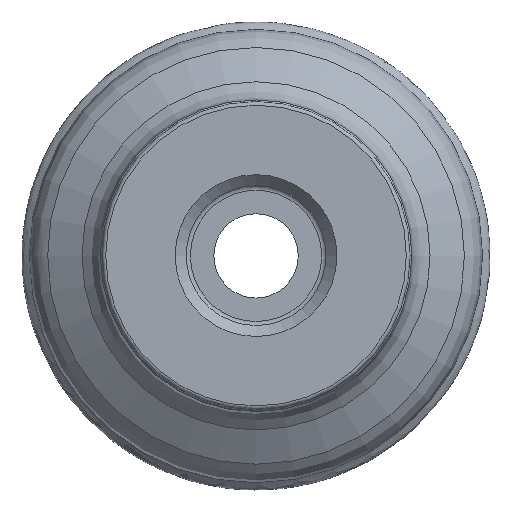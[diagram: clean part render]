
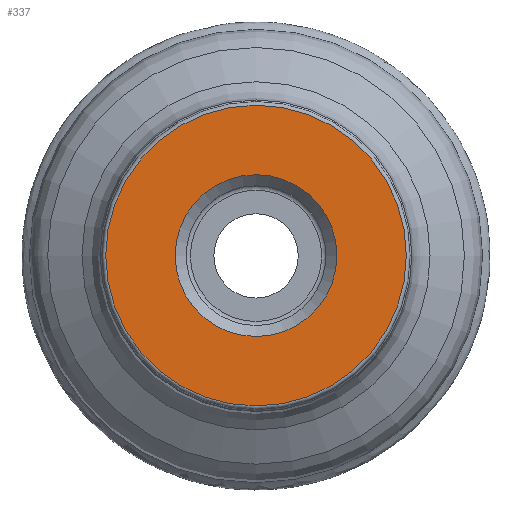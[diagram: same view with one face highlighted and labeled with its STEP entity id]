
A CAD part, top view. The second image highlights one B-rep face of the part: STEP entity #337.
In plain terms, the highlighted planar face has unit normal (0, 0, 1).
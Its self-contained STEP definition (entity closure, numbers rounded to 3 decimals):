
#105=PLANE('',#586);
#119=EDGE_LOOP('',(#187));
#120=EDGE_LOOP('',(#188));
#187=ORIENTED_EDGE('',*,*,#255,.T.);
#188=ORIENTED_EDGE('',*,*,#256,.F.);
#255=EDGE_CURVE('',#444,#444,#289,.T.);
#256=EDGE_CURVE('',#445,#445,#290,.T.);
#289=CIRCLE('',#584,20.5);
#290=CIRCLE('',#585,11.03);
#337=ADVANCED_FACE('SU_1',(#374,#375),#105,.F.);
#374=FACE_BOUND('',#119,.T.);
#375=FACE_BOUND('',#120,.T.);
#444=VERTEX_POINT('',#6045);
#445=VERTEX_POINT('',#6047);
#584=AXIS2_PLACEMENT_3D('',#6044,#678,#679);
#585=AXIS2_PLACEMENT_3D('',#6046,#680,#681);
#586=AXIS2_PLACEMENT_3D('',#6048,#682,#683);
#678=DIRECTION('',(0.,0.,1.));
#679=DIRECTION('',(1.,0.,0.));
#680=DIRECTION('',(0.,0.,1.));
#681=DIRECTION('',(1.,0.,0.));
#682=DIRECTION('',(0.,0.,-1.));
#683=DIRECTION('',(-1.,0.,0.));
#6044=CARTESIAN_POINT('',(0.,0.,0.));
#6045=CARTESIAN_POINT('',(20.5,0.,0.));
#6046=CARTESIAN_POINT('',(0.,0.,0.));
#6047=CARTESIAN_POINT('',(11.03,0.,0.));
#6048=CARTESIAN_POINT('',(-21.,0.,0.));
